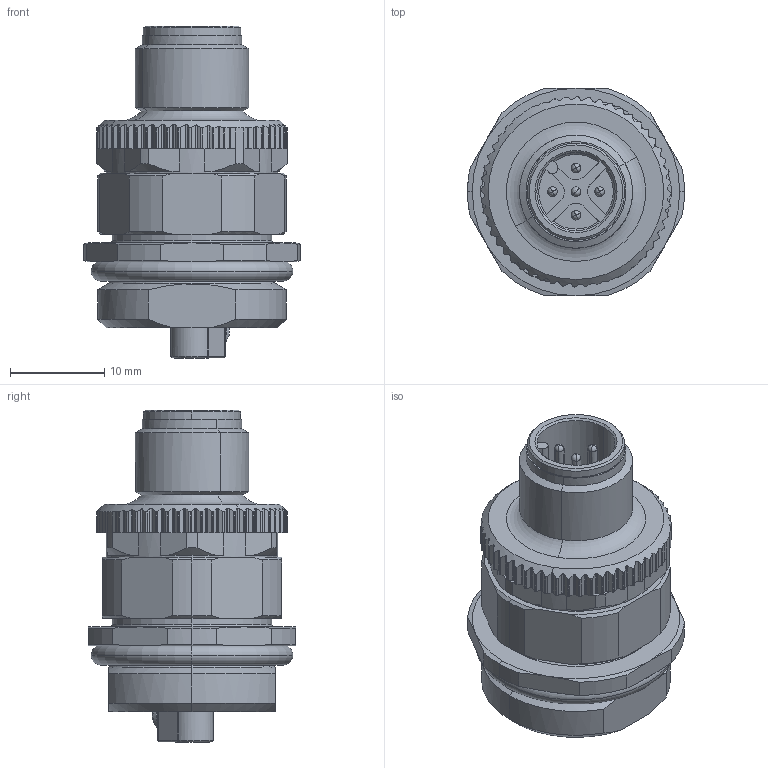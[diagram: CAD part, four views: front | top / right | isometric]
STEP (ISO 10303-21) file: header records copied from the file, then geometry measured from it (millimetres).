
FILE_DESCRIPTION(('CATIA V5 STEP Exchange','CAx-IF Rec.Pracs.--- Model Styling and Organization---1.4--- 2014-01-23'),'2;1');
FILE_NAME ('012773-2_0', '2021-01-05T14:26:05+00:00', ('none'), ('Weidmueller'), 'CATIA Version 5-6 Release 2016 SP3 HF44', 'CATIA V5 STEP AP214', 'none');
FILE_SCHEMA(('AUTOMOTIVE_DESIGN { 1 0 10303 214 1 1 1 1 }'));
Length unit declared in the file: millimetre
Products named in the file (1): 1383030000
Bounding box: 23 x 22 x 35.2 mm (x, y, z)
Volume: 6442.1 mm3; surface area: 5295.4 mm2
Topology: 5 solids, 5 shells, 787 faces, 2165 edges, 1381 vertices
Faces by surface type: cylinder 297, plane 278, cone 93, extrusion 68, sphere 26, torus 24, bspline 1
Entity records: 27331 total; most frequent: CARTESIAN_POINT 8956, ORIENTED_EDGE 4274, DIRECTION 2914, EDGE_CURVE 2137, VERTEX_POINT 1381, AXIS2_PLACEMENT_3D 1190, VECTOR 1021, LINE 953
